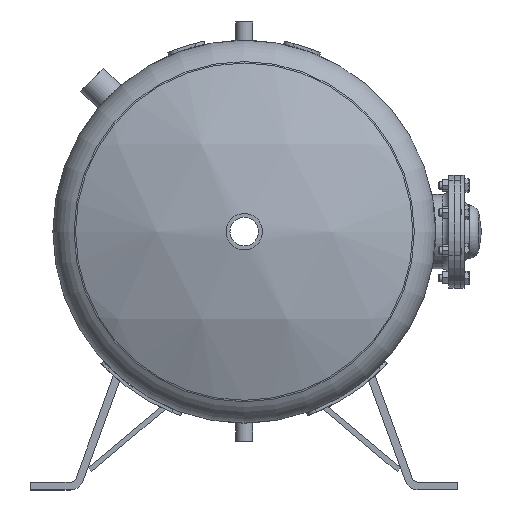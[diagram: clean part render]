
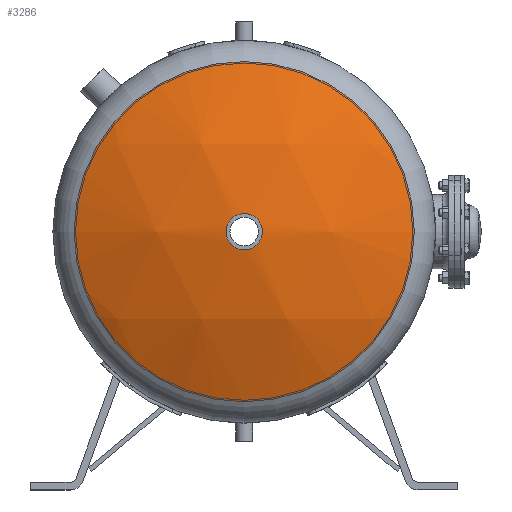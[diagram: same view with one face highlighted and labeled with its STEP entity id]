
A CAD part, left-side view. The second image highlights one B-rep face of the part: STEP entity #3286.
In plain terms, the highlighted spherical face has radius 600 mm.
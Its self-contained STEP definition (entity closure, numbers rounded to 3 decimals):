
#12=SPHERICAL_SURFACE('',#3675,600.);
#377=CIRCLE('',#3668,28.5);
#381=CIRCLE('',#3676,266.667);
#921=FACE_BOUND('',#1465,.T.);
#1118=FACE_OUTER_BOUND('',#1464,.T.);
#1464=EDGE_LOOP('',(#2994));
#1465=EDGE_LOOP('',(#2995));
#1822=VERTEX_POINT('',#6457);
#1826=VERTEX_POINT('',#6469);
#2213=EDGE_CURVE('',#1822,#1822,#377,.T.);
#2217=EDGE_CURVE('',#1826,#1826,#381,.T.);
#2994=ORIENTED_EDGE('',*,*,#2217,.F.);
#2995=ORIENTED_EDGE('',*,*,#2213,.T.);
#3286=ADVANCED_FACE('',(#1118,#921),#12,.T.);
#3668=AXIS2_PLACEMENT_3D('',#6458,#4577,#4578);
#3675=AXIS2_PLACEMENT_3D('',#6468,#4591,#4592);
#3676=AXIS2_PLACEMENT_3D('',#6470,#4593,#4594);
#4577=DIRECTION('center_axis',(0.,-1.,0.));
#4578=DIRECTION('ref_axis',(-1.,0.,0.));
#4591=DIRECTION('center_axis',(0.,0.,1.));
#4592=DIRECTION('ref_axis',(1.,0.,0.));
#4593=DIRECTION('center_axis',(0.,-1.,0.));
#4594=DIRECTION('ref_axis',(1.,0.,0.));
#6457=CARTESIAN_POINT('',(28.5,139.323,0.));
#6458=CARTESIAN_POINT('Origin',(0.,139.323,0.));
#6468=CARTESIAN_POINT('Origin',(0.,-460.,0.));
#6469=CARTESIAN_POINT('',(266.667,77.484,0.));
#6470=CARTESIAN_POINT('Origin',(0.,77.484,0.));
